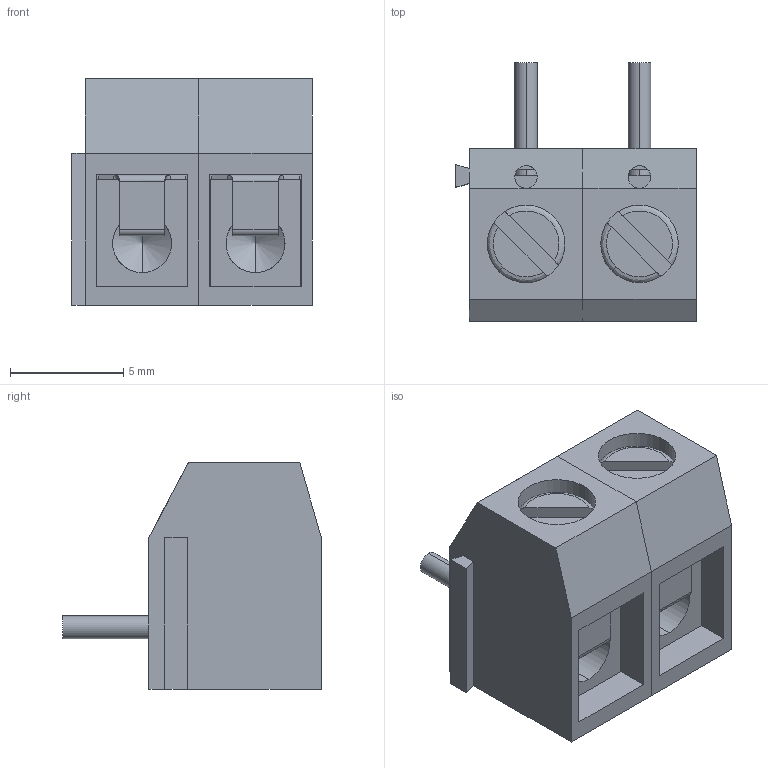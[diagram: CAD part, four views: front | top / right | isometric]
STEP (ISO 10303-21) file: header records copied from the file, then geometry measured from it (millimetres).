
FILE_DESCRIPTION (( 'STEP AP214' ), '1' );
FILE_NAME ('User Library-DG301R-5.0-2P12.STEP', '2022-04-01T15:09:23', ( '' ), ( '' ), 'SwSTEP 2.0', 'SolidWorks 2021', '' );
FILE_SCHEMA (( 'AUTOMOTIVE_DESIGN' ));
Length unit declared in the file: millimetre
Products named in the file (5): DG301-5.0-Sruba; DG301-5.0-Blaszka; DG301-5.0-PIN_KAT; DG301-5.0; User Library-DG301R-5.0-2P12
Assembly tree (8 placements, depth 2):
  User Library-DG301R-5.0-2P12
    DG301-5.0  x2
    DG301-5.0-PIN_KAT  x2
    DG301-5.0-Blaszka  x2
    DG301-5.0-Sruba  x2
Bounding box: 10.6 x 11.4 x 10 mm (x, y, z)
Volume: 566.6 mm3; surface area: 1546.7 mm2
Topology: 8 solids, 8 shells, 178 faces, 452 edges, 288 vertices
Faces by surface type: plane 116, cylinder 40, bspline 14, cone 8
Entity records: 4101 total; most frequent: CARTESIAN_POINT 797, ORIENTED_EDGE 444, DIRECTION 430, EDGE_CURVE 222, LINE 158, VECTOR 158, VERTEX_POINT 143, AXIS2_PLACEMENT_3D 136
